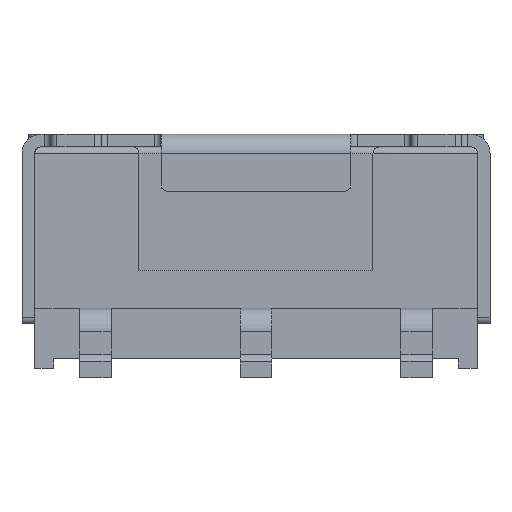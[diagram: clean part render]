
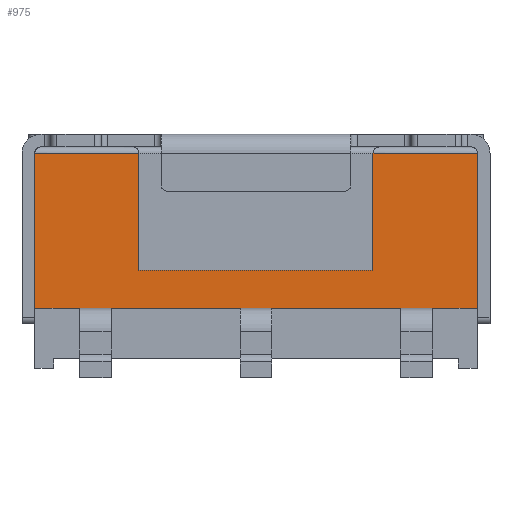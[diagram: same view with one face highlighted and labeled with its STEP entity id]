
A CAD part, left-side view. The second image highlights one B-rep face of the part: STEP entity #975.
In plain terms, the highlighted planar face has unit normal (-1, 0, 0).
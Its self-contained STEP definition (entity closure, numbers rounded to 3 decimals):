
#975 = ADVANCED_FACE( '', ( #2303 ), #2304, .F. );
#2303 = FACE_OUTER_BOUND( '', #4205, .T. );
#2304 = PLANE( '', #4206 );
#4205 = EDGE_LOOP( '', ( #7746, #7747, #7748, #7749, #7750, #7751, #7752, #7753, #7754, #7755, #7756, #7757, #7758, #7759 ) );
#4206 = AXIS2_PLACEMENT_3D( '', #7760, #7761, #7762 );
#7746 = ORIENTED_EDGE( '', *, *, #11233, .F. );
#7747 = ORIENTED_EDGE( '', *, *, #11380, .T. );
#7748 = ORIENTED_EDGE( '', *, *, #12134, .T. );
#7749 = ORIENTED_EDGE( '', *, *, #12013, .F. );
#7750 = ORIENTED_EDGE( '', *, *, #11543, .T. );
#7751 = ORIENTED_EDGE( '', *, *, #12135, .F. );
#7752 = ORIENTED_EDGE( '', *, *, #11073, .F. );
#7753 = ORIENTED_EDGE( '', *, *, #12117, .F. );
#7754 = ORIENTED_EDGE( '', *, *, #11014, .T. );
#7755 = ORIENTED_EDGE( '', *, *, #12136, .F. );
#7756 = ORIENTED_EDGE( '', *, *, #12137, .F. );
#7757 = ORIENTED_EDGE( '', *, *, #11649, .T. );
#7758 = ORIENTED_EDGE( '', *, *, #12138, .T. );
#7759 = ORIENTED_EDGE( '', *, *, #12139, .F. );
#7760 = CARTESIAN_POINT( '', ( -3.7, -3.5, 3.65 ) );
#7761 = DIRECTION( '', ( 1., 0., 0. ) );
#7762 = DIRECTION( '', ( 0., 0., -1. ) );
#11014 = EDGE_CURVE( '', #13051, #13049, #13052, .F. );
#11073 = EDGE_CURVE( '', #13156, #13157, #13158, .F. );
#11233 = EDGE_CURVE( '', #13439, #13441, #13442, .T. );
#11380 = EDGE_CURVE( '', #13439, #13691, #13693, .T. );
#11543 = EDGE_CURVE( '', #13969, #13970, #13971, .F. );
#11649 = EDGE_CURVE( '', #14146, #14151, #14153, .T. );
#12013 = EDGE_CURVE( '', #13969, #14758, #14759, .T. );
#12117 = EDGE_CURVE( '', #13051, #13156, #14911, .T. );
#12134 = EDGE_CURVE( '', #13691, #14758, #14936, .T. );
#12135 = EDGE_CURVE( '', #13157, #13970, #14937, .T. );
#12136 = EDGE_CURVE( '', #14938, #13049, #14939, .T. );
#12137 = EDGE_CURVE( '', #14146, #14938, #14940, .T. );
#12138 = EDGE_CURVE( '', #14151, #14941, #14942, .T. );
#12139 = EDGE_CURVE( '', #13441, #14941, #14943, .T. );
#13049 = VERTEX_POINT( '', #16070 );
#13051 = VERTEX_POINT( '', #16072 );
#13052 = LINE( '', #16073, #16074 );
#13156 = VERTEX_POINT( '', #16227 );
#13157 = VERTEX_POINT( '', #16228 );
#13158 = LINE( '', #16229, #16230 );
#13439 = VERTEX_POINT( '', #16693 );
#13441 = VERTEX_POINT( '', #16696 );
#13442 = LINE( '', #16697, #16698 );
#13691 = VERTEX_POINT( '', #17072 );
#13693 = LINE( '', #17074, #17075 );
#13969 = VERTEX_POINT( '', #17543 );
#13970 = VERTEX_POINT( '', #17544 );
#13971 = LINE( '', #17545, #17546 );
#14146 = VERTEX_POINT( '', #17854 );
#14151 = VERTEX_POINT( '', #17860 );
#14153 = LINE( '', #17862, #17863 );
#14758 = VERTEX_POINT( '', #18926 );
#14759 = LINE( '', #18927, #18928 );
#14911 = LINE( '', #19168, #19169 );
#14936 = LINE( '', #19204, #19205 );
#14937 = LINE( '', #19206, #19207 );
#14938 = VERTEX_POINT( '', #19208 );
#14939 = LINE( '', #19209, #19210 );
#14940 = LINE( '', #19211, #19212 );
#14941 = VERTEX_POINT( '', #19213 );
#14942 = LINE( '', #19214, #19215 );
#14943 = LINE( '', #19216, #19217 );
#16070 = CARTESIAN_POINT( '', ( -3.7, -2.79, 1.1 ) );
#16072 = CARTESIAN_POINT( '', ( -3.7, -2.29, 1.1 ) );
#16073 = CARTESIAN_POINT( '', ( -3.7, -2.79, 1.1 ) );
#16074 = VECTOR( '', #20924, 1000. );
#16227 = CARTESIAN_POINT( '', ( -3.7, -0.25, 1.1 ) );
#16228 = CARTESIAN_POINT( '', ( -3.7, 0.25, 1.1 ) );
#16229 = CARTESIAN_POINT( '', ( -3.7, 0.25, 1.1 ) );
#16230 = VECTOR( '', #20990, 1000. );
#16693 = CARTESIAN_POINT( '', ( -3.7, 1.85, 3.55 ) );
#16696 = CARTESIAN_POINT( '', ( -3.7, 1.85, 1.7 ) );
#16697 = CARTESIAN_POINT( '', ( -3.7, 1.85, 12.688 ) );
#16698 = VECTOR( '', #21147, 1000. );
#17072 = CARTESIAN_POINT( '', ( -3.7, 3.5, 3.55 ) );
#17074 = CARTESIAN_POINT( '', ( -3.7, -3.5, 3.55 ) );
#17075 = VECTOR( '', #21307, 1000. );
#17543 = CARTESIAN_POINT( '', ( -3.7, 2.79, 1.1 ) );
#17544 = CARTESIAN_POINT( '', ( -3.7, 2.29, 1.1 ) );
#17545 = CARTESIAN_POINT( '', ( -3.7, 2.29, 1.1 ) );
#17546 = VECTOR( '', #21469, 1000. );
#17854 = CARTESIAN_POINT( '', ( -3.7, -3.5, 3.55 ) );
#17860 = CARTESIAN_POINT( '', ( -3.7, -1.85, 3.55 ) );
#17862 = CARTESIAN_POINT( '', ( -3.7, -3.5, 3.55 ) );
#17863 = VECTOR( '', #21583, 1000. );
#18926 = CARTESIAN_POINT( '', ( -3.7, 3.5, 1.1 ) );
#18927 = CARTESIAN_POINT( '', ( -3.7, -10.723, 1.1 ) );
#18928 = VECTOR( '', #21984, 1000. );
#19168 = CARTESIAN_POINT( '', ( -3.7, -10.723, 1.1 ) );
#19169 = VECTOR( '', #22085, 1000. );
#19204 = CARTESIAN_POINT( '', ( -3.7, 3.5, 3.65 ) );
#19205 = VECTOR( '', #22101, 1000. );
#19206 = CARTESIAN_POINT( '', ( -3.7, -10.723, 1.1 ) );
#19207 = VECTOR( '', #22102, 1000. );
#19208 = CARTESIAN_POINT( '', ( -3.7, -3.5, 1.1 ) );
#19209 = CARTESIAN_POINT( '', ( -3.7, -10.723, 1.1 ) );
#19210 = VECTOR( '', #22103, 1000. );
#19211 = CARTESIAN_POINT( '', ( -3.7, -3.5, 3.65 ) );
#19212 = VECTOR( '', #22104, 1000. );
#19213 = CARTESIAN_POINT( '', ( -3.7, -1.85, 1.7 ) );
#19214 = CARTESIAN_POINT( '', ( -3.7, -1.85, 12.688 ) );
#19215 = VECTOR( '', #22105, 1000. );
#19216 = CARTESIAN_POINT( '', ( -3.7, 1.85, 1.7 ) );
#19217 = VECTOR( '', #22106, 1000. );
#20924 = DIRECTION( '', ( 0., 1., 0. ) );
#20990 = DIRECTION( '', ( 0., -1., 0. ) );
#21147 = DIRECTION( '', ( 0., 0., -1. ) );
#21307 = DIRECTION( '', ( 0., 1., 0. ) );
#21469 = DIRECTION( '', ( 0., 1., 0. ) );
#21583 = DIRECTION( '', ( 0., 1., 0. ) );
#21984 = DIRECTION( '', ( 0., 1., 0. ) );
#22085 = DIRECTION( '', ( 0., 1., 0. ) );
#22101 = DIRECTION( '', ( 0., 0., -1. ) );
#22102 = DIRECTION( '', ( 0., 1., 0. ) );
#22103 = DIRECTION( '', ( 0., 1., 0. ) );
#22104 = DIRECTION( '', ( 0., 0., -1. ) );
#22105 = DIRECTION( '', ( 0., 0., -1. ) );
#22106 = DIRECTION( '', ( 0., -1., 0. ) );
